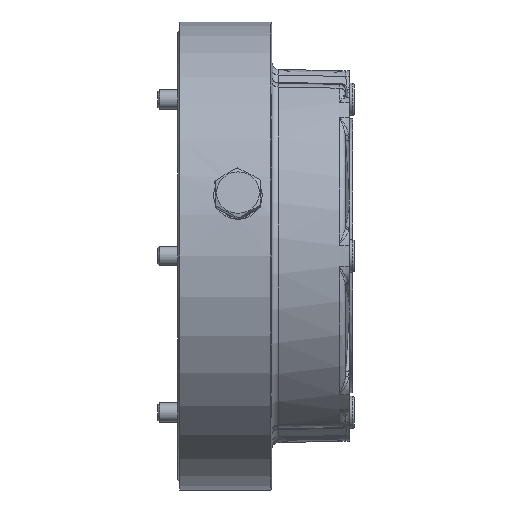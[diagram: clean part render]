
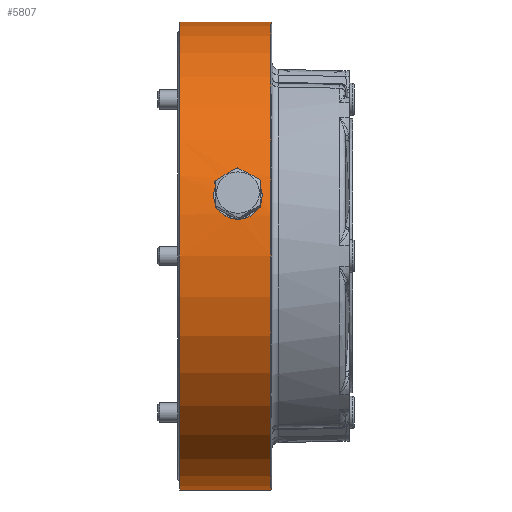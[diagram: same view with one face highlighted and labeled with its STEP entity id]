
A CAD part, front view. The second image highlights one B-rep face of the part: STEP entity #5807.
In plain terms, the highlighted cylindrical face has radius 72.5 mm (diameter 145 mm), a full revolution.
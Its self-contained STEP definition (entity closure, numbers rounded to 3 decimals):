
#96=B_SPLINE_CURVE_WITH_KNOTS('',3,(#8710,#8711,#8712,#8713,#8714,#8715,
#8716,#8717,#8718,#8719,#8720,#8721,#8722,#8723,#8724,#8725,#8726,#8727),
 .UNSPECIFIED.,.F.,.F.,(4,2,2,2,2,2,2,2,4),(1.131,1.414,
1.696,1.979,2.262,2.545,2.827,
3.11,3.393),.UNSPECIFIED.);
#97=B_SPLINE_CURVE_WITH_KNOTS('',3,(#8728,#8729,#8730,#8731,#8732,#8733,
#8734,#8735,#8736,#8737,#8738,#8739,#8740,#8741,#8742,#8743,#8744,#8745,
#8746),.UNSPECIFIED.,.F.,.F.,(4,2,2,2,3,2,2,2,4),(3.393,3.676,
3.958,4.241,4.524,4.806,5.089,
5.372,5.655),.UNSPECIFIED.);
#1219=CYLINDRICAL_SURFACE('',#6327,72.5);
#1390=FACE_BOUND('',#2082,.T.);
#1391=FACE_BOUND('',#2083,.T.);
#1596=FACE_OUTER_BOUND('',#2081,.T.);
#2081=EDGE_LOOP('',(#4378));
#2082=EDGE_LOOP('',(#4379,#4380));
#2083=EDGE_LOOP('',(#4381));
#2639=CIRCLE('',#6326,72.5);
#2640=CIRCLE('',#6328,72.5);
#2955=VERTEX_POINT('',#8708);
#2956=VERTEX_POINT('',#8709);
#2999=VERTEX_POINT('',#8958);
#3000=VERTEX_POINT('',#8961);
#3499=EDGE_CURVE('',#2955,#2956,#96,.T.);
#3500=EDGE_CURVE('',#2956,#2955,#97,.T.);
#3547=EDGE_CURVE('',#2999,#2999,#2639,.T.);
#3548=EDGE_CURVE('',#3000,#3000,#2640,.T.);
#4378=ORIENTED_EDGE('',*,*,#3548,.F.);
#4379=ORIENTED_EDGE('',*,*,#3499,.T.);
#4380=ORIENTED_EDGE('',*,*,#3500,.T.);
#4381=ORIENTED_EDGE('',*,*,#3547,.F.);
#5807=ADVANCED_FACE('',(#1596,#1390,#1391),#1219,.T.);
#6326=AXIS2_PLACEMENT_3D('',#8959,#7200,#7201);
#6327=AXIS2_PLACEMENT_3D('',#8960,#7202,#7203);
#6328=AXIS2_PLACEMENT_3D('',#8962,#7204,#7205);
#7200=DIRECTION('center_axis',(-1.,0.,0.));
#7201=DIRECTION('ref_axis',(0.,-1.,0.));
#7202=DIRECTION('center_axis',(-1.,0.,0.));
#7203=DIRECTION('ref_axis',(0.,-1.,0.));
#7204=DIRECTION('center_axis',(1.,0.,0.));
#7205=DIRECTION('ref_axis',(0.,-1.,0.));
#8708=CARTESIAN_POINT('',(-1.25,-70.03,18.764));
#8709=CARTESIAN_POINT('',(-16.25,-70.03,18.764));
#8710=CARTESIAN_POINT('Ctrl Pts',(-1.25,-70.03,18.764));
#8711=CARTESIAN_POINT('Ctrl Pts',(-1.25,-70.274,17.854));
#8712=CARTESIAN_POINT('Ctrl Pts',(-1.438,-70.514,16.878));
#8713=CARTESIAN_POINT('Ctrl Pts',(-2.204,-70.922,15.075));
#8714=CARTESIAN_POINT('Ctrl Pts',(-2.781,-71.09,14.247));
#8715=CARTESIAN_POINT('Ctrl Pts',(-4.112,-71.34,12.936));
#8716=CARTESIAN_POINT('Ctrl Pts',(-4.955,-71.439,12.365));
#8717=CARTESIAN_POINT('Ctrl Pts',(-6.803,-71.566,11.607));
#8718=CARTESIAN_POINT('Ctrl Pts',(-7.808,-71.595,11.419));
#8719=CARTESIAN_POINT('Ctrl Pts',(-9.692,-71.595,11.419));
#8720=CARTESIAN_POINT('Ctrl Pts',(-10.697,-71.566,11.607));
#8721=CARTESIAN_POINT('Ctrl Pts',(-12.545,-71.439,12.365));
#8722=CARTESIAN_POINT('Ctrl Pts',(-13.388,-71.34,12.936));
#8723=CARTESIAN_POINT('Ctrl Pts',(-14.719,-71.09,14.247));
#8724=CARTESIAN_POINT('Ctrl Pts',(-15.296,-70.922,15.075));
#8725=CARTESIAN_POINT('Ctrl Pts',(-16.062,-70.514,16.878));
#8726=CARTESIAN_POINT('Ctrl Pts',(-16.25,-70.274,17.854));
#8727=CARTESIAN_POINT('Ctrl Pts',(-16.25,-70.03,18.764));
#8728=CARTESIAN_POINT('Ctrl Pts',(-16.25,-70.03,18.764));
#8729=CARTESIAN_POINT('Ctrl Pts',(-16.25,-69.786,19.675));
#8730=CARTESIAN_POINT('Ctrl Pts',(-16.062,-69.506,20.64));
#8731=CARTESIAN_POINT('Ctrl Pts',(-15.296,-68.957,22.406));
#8732=CARTESIAN_POINT('Ctrl Pts',(-14.719,-68.689,23.207));
#8733=CARTESIAN_POINT('Ctrl Pts',(-13.388,-68.25,24.467));
#8734=CARTESIAN_POINT('Ctrl Pts',(-12.545,-68.05,25.011));
#8735=CARTESIAN_POINT('Ctrl Pts',(-10.697,-67.781,25.731));
#8736=CARTESIAN_POINT('Ctrl Pts',(-9.692,-67.713,25.908));
#8737=CARTESIAN_POINT('Ctrl Pts',(-8.75,-67.713,25.908));
#8738=CARTESIAN_POINT('Ctrl Pts',(-7.808,-67.713,25.908));
#8739=CARTESIAN_POINT('Ctrl Pts',(-6.803,-67.781,25.731));
#8740=CARTESIAN_POINT('Ctrl Pts',(-4.955,-68.05,25.011));
#8741=CARTESIAN_POINT('Ctrl Pts',(-4.112,-68.25,24.467));
#8742=CARTESIAN_POINT('Ctrl Pts',(-2.781,-68.689,23.207));
#8743=CARTESIAN_POINT('Ctrl Pts',(-2.204,-68.957,22.406));
#8744=CARTESIAN_POINT('Ctrl Pts',(-1.438,-69.506,20.64));
#8745=CARTESIAN_POINT('Ctrl Pts',(-1.25,-69.786,19.675));
#8746=CARTESIAN_POINT('Ctrl Pts',(-1.25,-70.03,18.764));
#8958=CARTESIAN_POINT('',(-26.75,-72.5,0.));
#8959=CARTESIAN_POINT('Origin',(-26.75,0.,
0.));
#8960=CARTESIAN_POINT('Origin',(-11.063,0.,
0.));
#8961=CARTESIAN_POINT('',(1.457,72.5,0.));
#8962=CARTESIAN_POINT('Origin',(1.457,0.,0.));
